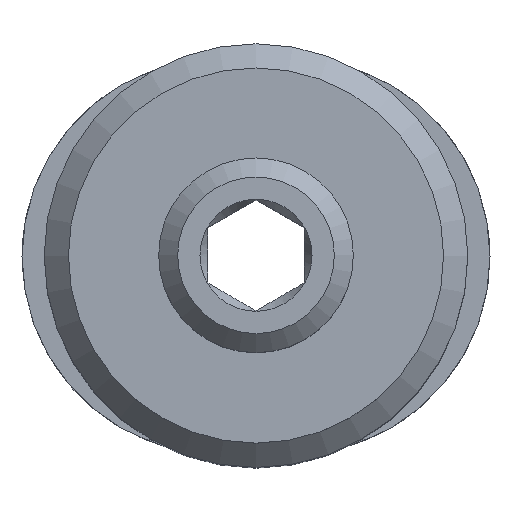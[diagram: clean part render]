
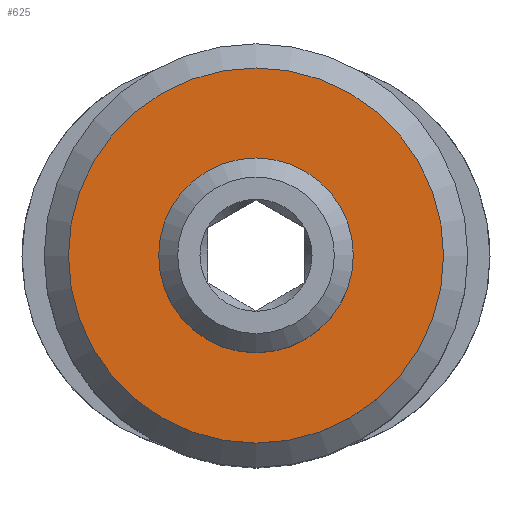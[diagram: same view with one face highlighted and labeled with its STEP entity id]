
A CAD part, top view. The second image highlights one B-rep face of the part: STEP entity #625.
In plain terms, the highlighted planar face has unit normal (0, 0, 1).
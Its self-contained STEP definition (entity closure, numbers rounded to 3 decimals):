
#113=ORIENTED_EDGE('',*,*,#186,.F.);
#114=ORIENTED_EDGE('',*,*,#196,.T.);
#186=EDGE_CURVE('',#234,#234,#270,.T.);
#196=EDGE_CURVE('',#244,#244,#280,.T.);
#234=VERTEX_POINT('',#837);
#244=VERTEX_POINT('',#868);
#270=CIRCLE('',#655,2.413);
#280=CIRCLE('',#676,4.65);
#312=EDGE_LOOP('',(#113));
#313=EDGE_LOOP('',(#114));
#362=FACE_BOUND('',#312,.T.);
#363=FACE_BOUND('',#313,.T.);
#388=PLANE('',#677);
#625=ADVANCED_FACE('',(#362,#363),#388,.F.);
#655=AXIS2_PLACEMENT_3D('',#836,#718,#719);
#676=AXIS2_PLACEMENT_3D('',#867,#760,#761);
#677=AXIS2_PLACEMENT_3D('',#869,#762,#763);
#718=DIRECTION('',(0.,0.,1.));
#719=DIRECTION('',(1.,0.,0.));
#760=DIRECTION('',(0.,0.,1.));
#761=DIRECTION('',(1.,0.,0.));
#762=DIRECTION('',(0.,0.,-1.));
#763=DIRECTION('',(-1.,0.,0.));
#836=CARTESIAN_POINT('',(0.,0.,0.));
#837=CARTESIAN_POINT('',(2.413,0.,0.));
#867=CARTESIAN_POINT('',(0.,0.,0.));
#868=CARTESIAN_POINT('',(4.65,0.,0.));
#869=CARTESIAN_POINT('',(4.65,0.,0.));
